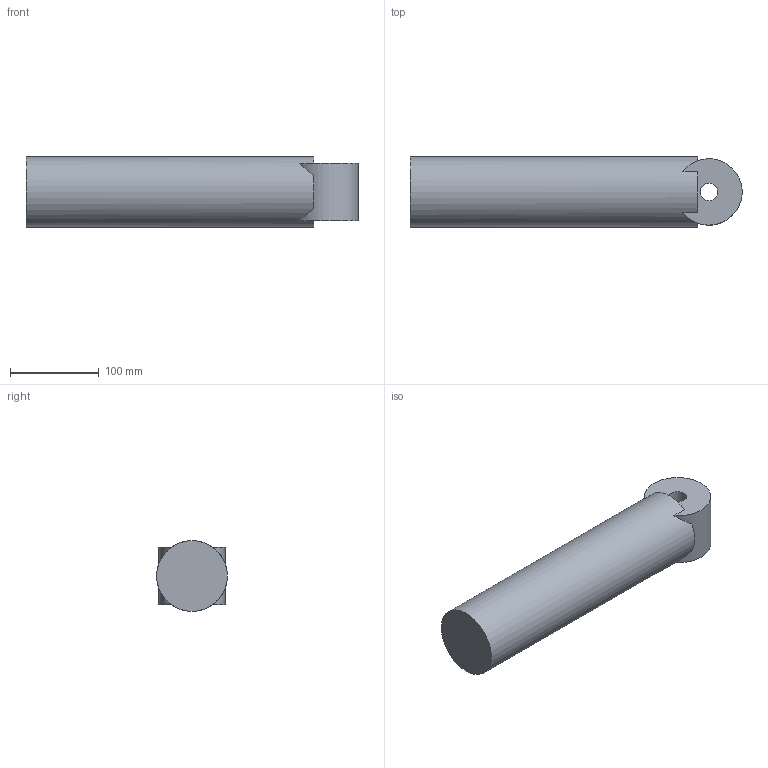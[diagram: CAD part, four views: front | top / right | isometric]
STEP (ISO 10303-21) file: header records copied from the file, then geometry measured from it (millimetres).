
FILE_DESCRIPTION(/* description */ (''),/* implementation_level */ '2;1');
FILE_NAME(/* name */ 'ForeArm_ipt_fa8c35a5.STEP',/* time_stamp */ '2019-12-11T20:59:02+01:00',/* author */ ('Fynn'),/* organization */ (''),/* preprocessor_version */ 'ST-DEVELOPER v18',/* originating_system */ 'Autodesk Inventor 2020',/* authorisation */ '');
FILE_SCHEMA (('AUTOMOTIVE_DESIGN { 1 0 10303 214 3 1 1 }'));
Length unit declared in the file: millimetre
Products named in the file (1): ForeArm
Bounding box: 374.86 x 80 x 80 mm (x, y, z)
Volume: 1818528.1 mm3; surface area: 106806.5 mm2
Topology: 1 solids, 1 shells, 10 faces, 25 edges, 17 vertices
Faces by surface type: plane 7, cylinder 3
Full cylindrical faces by diameter (mm): 20 x1, 80 x1
Entity records: 381 total; most frequent: CARTESIAN_POINT 89, DIRECTION 54, ORIENTED_EDGE 50, EDGE_CURVE 25, AXIS2_PLACEMENT_3D 22, VERTEX_POINT 17, EDGE_LOOP 12, CIRCLE 11
